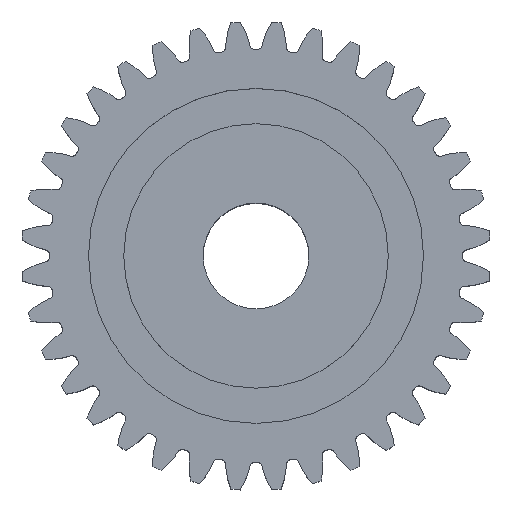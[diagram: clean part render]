
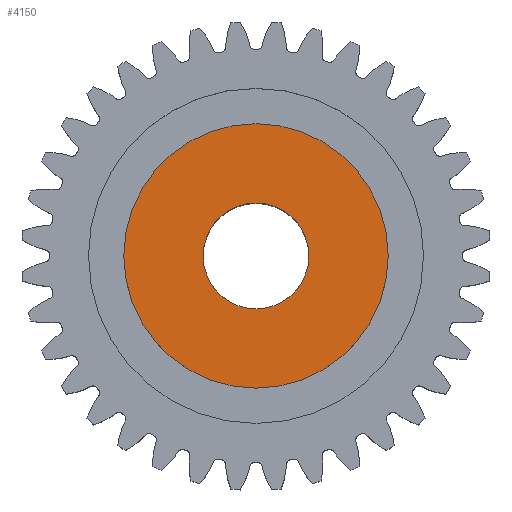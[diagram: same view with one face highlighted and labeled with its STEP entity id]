
A CAD part, top view. The second image highlights one B-rep face of the part: STEP entity #4150.
In plain terms, the highlighted planar face has unit normal (0, 0, 1).
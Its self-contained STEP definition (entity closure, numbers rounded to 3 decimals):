
#3479 = ORIENTED_EDGE ( 'NONE', *, *, #4153, .F. ) ;
#3528 = EDGE_CURVE ( 'NONE', #3647, #3648, #6814, .T. ) ;
#3598 = VERTEX_POINT ( 'NONE', #6675 ) ;
#3601 = VERTEX_POINT ( 'NONE', #6671 ) ;
#3627 = EDGE_CURVE ( 'NONE', #3601, #3598, #7064, .T. ) ;
#3647 = VERTEX_POINT ( 'NONE', #6847 ) ;
#3648 = VERTEX_POINT ( 'NONE', #6846 ) ;
#4144 = EDGE_LOOP ( 'NONE', ( #4146, #4145 ) ) ;
#4145 = ORIENTED_EDGE ( 'NONE', *, *, #3627, .T. ) ;
#4146 = ORIENTED_EDGE ( 'NONE', *, *, #4147, .T. ) ;
#4147 = EDGE_CURVE ( 'NONE', #3598, #3601, #7977, .T. ) ;
#4150 = ADVANCED_FACE ( 'NONE', ( #7865, #7861 ), #7874, .T. ) ;
#4151 = ORIENTED_EDGE ( 'NONE', *, *, #3528, .F. ) ;
#4153 = EDGE_CURVE ( 'NONE', #3648, #3647, #7864, .T. ) ;
#4609 = EDGE_LOOP ( 'NONE', ( #3479, #4151 ) ) ;
#6671 = CARTESIAN_POINT ( 'NONE',  ( 7.5, 0., 6. ) ) ;
#6675 = CARTESIAN_POINT ( 'NONE',  ( -7.5, 0., 6. ) ) ;
#6737 = DIRECTION ( 'NONE',  ( 1., 0., 0. ) ) ;
#6738 = DIRECTION ( 'NONE',  ( 0., 0., 1. ) ) ;
#6739 = CARTESIAN_POINT ( 'NONE',  ( 0., 0., 6. ) ) ;
#6814 = CIRCLE ( 'NONE', #6823, 3. ) ;
#6823 = AXIS2_PLACEMENT_3D ( 'NONE', #6739, #6738, #6737 ) ;
#6846 = CARTESIAN_POINT ( 'NONE',  ( 3., 0., 6. ) ) ;
#6847 = CARTESIAN_POINT ( 'NONE',  ( -3., 0., 6. ) ) ;
#6909 = DIRECTION ( 'NONE',  ( 1., 0., 0. ) ) ;
#6910 = DIRECTION ( 'NONE',  ( 0., 0., 1. ) ) ;
#6911 = CARTESIAN_POINT ( 'NONE',  ( 0., 0., 6. ) ) ;
#6915 = AXIS2_PLACEMENT_3D ( 'NONE', #6911, #6910, #6909 ) ;
#7064 = CIRCLE ( 'NONE', #6915, 7.5 ) ;
#7860 = CARTESIAN_POINT ( 'NONE',  ( 0., 0., 6. ) ) ;
#7861 = FACE_OUTER_BOUND ( 'NONE', #4144, .T. ) ;
#7864 = CIRCLE ( 'NONE', #7976, 3. ) ;
#7865 = FACE_BOUND ( 'NONE', #4609, .T. ) ;
#7872 = AXIS2_PLACEMENT_3D ( 'NONE', #7860, #7967, #7966 ) ;
#7874 = PLANE ( 'NONE',  #7872 ) ;
#7962 = DIRECTION ( 'NONE',  ( 1., 0., 0. ) ) ;
#7963 = DIRECTION ( 'NONE',  ( 0., 0., 1. ) ) ;
#7966 = DIRECTION ( 'NONE',  ( 1., 0., 0. ) ) ;
#7967 = DIRECTION ( 'NONE',  ( 0., 0., 1. ) ) ;
#7971 = CARTESIAN_POINT ( 'NONE',  ( 0., 0., 6. ) ) ;
#7972 = DIRECTION ( 'NONE',  ( 1., 0., 0. ) ) ;
#7973 = DIRECTION ( 'NONE',  ( 0., 0., 1. ) ) ;
#7974 = CARTESIAN_POINT ( 'NONE',  ( 0., 0., 6. ) ) ;
#7975 = AXIS2_PLACEMENT_3D ( 'NONE', #7974, #7973, #7972 ) ;
#7976 = AXIS2_PLACEMENT_3D ( 'NONE', #7971, #7963, #7962 ) ;
#7977 = CIRCLE ( 'NONE', #7975, 7.5 ) ;
